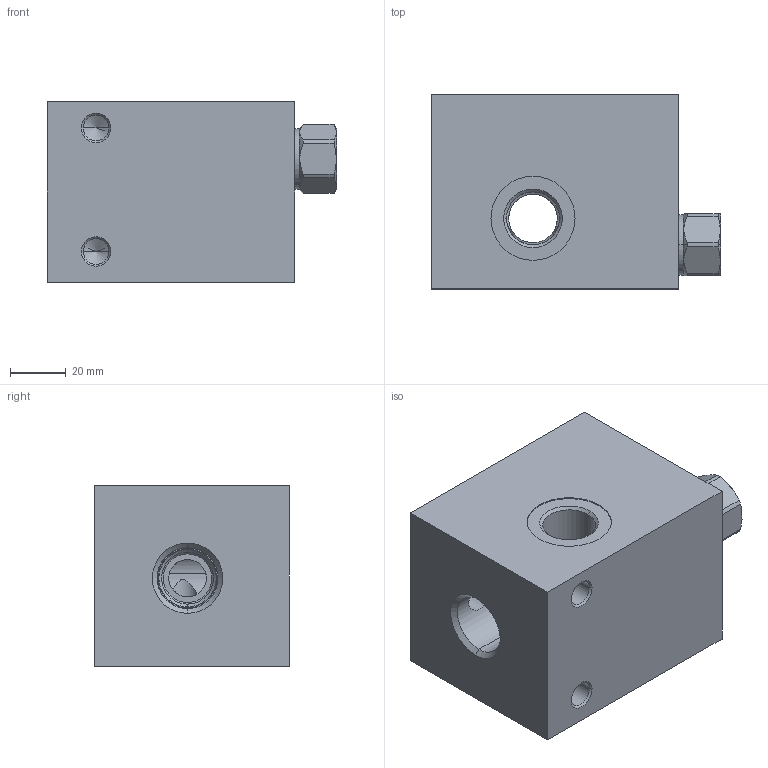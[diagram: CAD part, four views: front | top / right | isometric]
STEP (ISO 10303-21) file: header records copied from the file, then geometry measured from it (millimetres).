
FILE_DESCRIPTION((''),'2;1');
FILE_NAME('E3V_ASM','2020-06-02T',('ProEService'),(''),'PRO/ENGINEER BY PARAMETRIC TECHNOLOGY CORPORATION, 2014200','PRO/ENGINEER BY PARAMETRIC TECHNOLOGY CORPORATION, 2014200','');
FILE_SCHEMA(('CONFIG_CONTROL_DESIGN'));
Length unit declared in the file: inch
Products named in the file (3): 151-159-009; CXCDXCN; E3V_ASM
Assembly tree (2 placements, depth 2):
  E3V_ASM
    151-159-009
    CXCDXCN
Bounding box: 103.99 x 69.85 x 65.07 mm (x, y, z)
Volume: 349852.7 mm3; surface area: 52433.7 mm2
Topology: 4 solids, 4 shells, 275 faces, 912 edges, 748 vertices
Faces by surface type: cylinder 114, cone 73, plane 54, torus 22, revolution 8, sphere 4
Entity records: 11457 total; most frequent: CARTESIAN_POINT 3599, DIRECTION 1685, ORIENTED_EDGE 1298, EDGE_CURVE 649, AXIS2_PLACEMENT_3D 595, VECTOR 487, LINE 487, VERTEX_POINT 398
